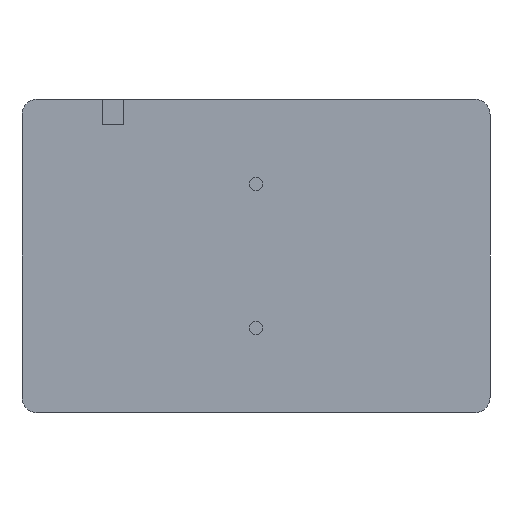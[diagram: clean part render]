
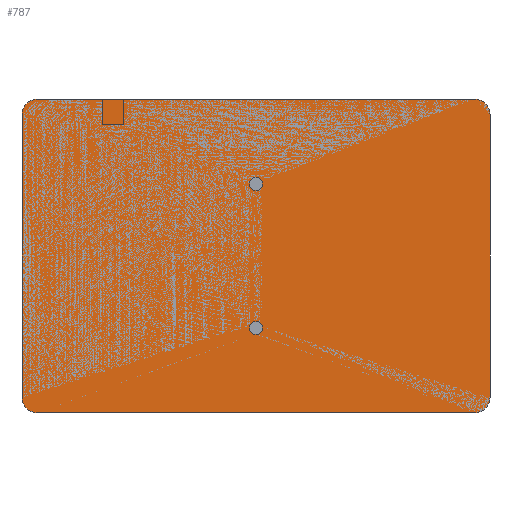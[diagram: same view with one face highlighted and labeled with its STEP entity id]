
A CAD part, front view. The second image highlights one B-rep face of the part: STEP entity #787.
In plain terms, the highlighted planar face has unit normal (0, -1, 0).
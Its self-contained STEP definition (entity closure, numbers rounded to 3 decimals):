
#132=DIRECTION('',(0.,0.,-1.));
#133=VECTOR('',#132,55.);
#134=CARTESIAN_POINT('',(-91.,0.,58.));
#135=LINE('',#134,#133);
#136=CARTESIAN_POINT('',(-88.,0.,58.));
#137=DIRECTION('',(0.,-1.,0.));
#138=DIRECTION('',(0.,0.,1.));
#139=AXIS2_PLACEMENT_3D('',#136,#137,#138);
#141=DIRECTION('',(-1.,0.,0.));
#142=VECTOR('',#141,85.);
#143=CARTESIAN_POINT('',(-3.,0.,61.));
#144=LINE('',#143,#142);
#145=CARTESIAN_POINT('',(-3.,0.,58.));
#146=DIRECTION('',(0.,-1.,0.));
#147=DIRECTION('',(1.,0.,0.));
#148=AXIS2_PLACEMENT_3D('',#145,#146,#147);
#150=DIRECTION('',(0.,0.,1.));
#151=VECTOR('',#150,55.);
#152=CARTESIAN_POINT('',(0.,0.,3.));
#153=LINE('',#152,#151);
#154=CARTESIAN_POINT('',(-3.,0.,3.));
#155=DIRECTION('',(0.,-1.,0.));
#156=DIRECTION('',(0.,0.,-1.));
#157=AXIS2_PLACEMENT_3D('',#154,#155,#156);
#159=DIRECTION('',(1.,0.,0.));
#160=VECTOR('',#159,85.);
#161=CARTESIAN_POINT('',(-88.,0.,0.));
#162=LINE('',#161,#160);
#163=CARTESIAN_POINT('',(-88.,0.,3.));
#164=DIRECTION('',(0.,-1.,0.));
#165=DIRECTION('',(-1.,0.,0.));
#166=AXIS2_PLACEMENT_3D('',#163,#164,#165);
#168=CARTESIAN_POINT('',(-45.5,0.,44.5));
#169=DIRECTION('',(0.,1.,0.));
#170=DIRECTION('',(0.,0.,1.));
#171=AXIS2_PLACEMENT_3D('',#168,#169,#170);
#173=CARTESIAN_POINT('',(-45.5,0.,44.5));
#174=DIRECTION('',(0.,1.,0.));
#175=DIRECTION('',(0.,0.,-1.));
#176=AXIS2_PLACEMENT_3D('',#173,#174,#175);
#178=CARTESIAN_POINT('',(-45.5,0.,16.5));
#179=DIRECTION('',(0.,1.,0.));
#180=DIRECTION('',(0.,0.,1.));
#181=AXIS2_PLACEMENT_3D('',#178,#179,#180);
#183=CARTESIAN_POINT('',(-45.5,0.,16.5));
#184=DIRECTION('',(0.,1.,0.));
#185=DIRECTION('',(0.,0.,-1.));
#186=AXIS2_PLACEMENT_3D('',#183,#184,#185);
#498=CARTESIAN_POINT('',(-45.5,0.,43.25));
#500=VERTEX_POINT('',#498);
#504=CARTESIAN_POINT('',(-45.5,0.,45.75));
#505=VERTEX_POINT('',#504);
#506=CARTESIAN_POINT('',(-45.5,0.,15.25));
#508=VERTEX_POINT('',#506);
#512=CARTESIAN_POINT('',(-45.5,0.,17.75));
#513=VERTEX_POINT('',#512);
#526=CARTESIAN_POINT('',(0.,0.,3.));
#527=VERTEX_POINT('',#526);
#530=CARTESIAN_POINT('',(0.,0.,58.));
#531=VERTEX_POINT('',#530);
#532=CARTESIAN_POINT('',(-88.,0.,0.));
#533=VERTEX_POINT('',#532);
#534=CARTESIAN_POINT('',(-3.,0.,0.));
#535=VERTEX_POINT('',#534);
#536=CARTESIAN_POINT('',(-91.,0.,3.));
#537=VERTEX_POINT('',#536);
#540=CARTESIAN_POINT('',(-3.,0.,61.));
#541=VERTEX_POINT('',#540);
#542=CARTESIAN_POINT('',(-88.,0.,61.));
#544=VERTEX_POINT('',#542);
#548=CARTESIAN_POINT('',(-91.,0.,58.));
#549=VERTEX_POINT('',#548);
#760=CARTESIAN_POINT('',(0.,0.,0.));
#761=DIRECTION('',(0.,-1.,0.));
#762=DIRECTION('',(0.,0.,-1.));
#763=AXIS2_PLACEMENT_3D('',#760,#761,#762);
#764=PLANE('',#763);
#765=ORIENTED_EDGE('',*,*,#601,.F.);
#766=ORIENTED_EDGE('',*,*,#639,.F.);
#767=ORIENTED_EDGE('',*,*,#654,.F.);
#768=ORIENTED_EDGE('',*,*,#669,.F.);
#769=ORIENTED_EDGE('',*,*,#684,.F.);
#770=ORIENTED_EDGE('',*,*,#723,.F.);
#771=ORIENTED_EDGE('',*,*,#738,.F.);
#772=ORIENTED_EDGE('',*,*,#752,.F.);
#773=EDGE_LOOP('',(#765,#766,#767,#768,#769,#770,#771,#772));
#774=FACE_OUTER_BOUND('',#773,.F.);
#776=ORIENTED_EDGE('',*,*,#775,.F.);
#778=ORIENTED_EDGE('',*,*,#777,.F.);
#779=EDGE_LOOP('',(#776,#778));
#780=FACE_BOUND('',#779,.F.);
#782=ORIENTED_EDGE('',*,*,#781,.F.);
#784=ORIENTED_EDGE('',*,*,#783,.F.);
#785=EDGE_LOOP('',(#782,#784));
#786=FACE_BOUND('',#785,.F.);
#787=ADVANCED_FACE('',(#774,#780,#786),#764,.T.);
#140=CIRCLE('',#139,3.);
#149=CIRCLE('',#148,3.);
#158=CIRCLE('',#157,3.);
#167=CIRCLE('',#166,3.);
#172=CIRCLE('',#171,1.25);
#177=CIRCLE('',#176,1.25);
#182=CIRCLE('',#181,1.25);
#187=CIRCLE('',#186,1.25);
#601=EDGE_CURVE('',#549,#537,#135,.T.);
#639=EDGE_CURVE('',#544,#549,#140,.T.);
#654=EDGE_CURVE('',#541,#544,#144,.T.);
#669=EDGE_CURVE('',#531,#541,#149,.T.);
#684=EDGE_CURVE('',#527,#531,#153,.T.);
#723=EDGE_CURVE('',#535,#527,#158,.T.);
#738=EDGE_CURVE('',#533,#535,#162,.T.);
#752=EDGE_CURVE('',#537,#533,#167,.T.);
#775=EDGE_CURVE('',#505,#500,#172,.T.);
#777=EDGE_CURVE('',#500,#505,#177,.T.);
#781=EDGE_CURVE('',#513,#508,#182,.T.);
#783=EDGE_CURVE('',#508,#513,#187,.T.);
